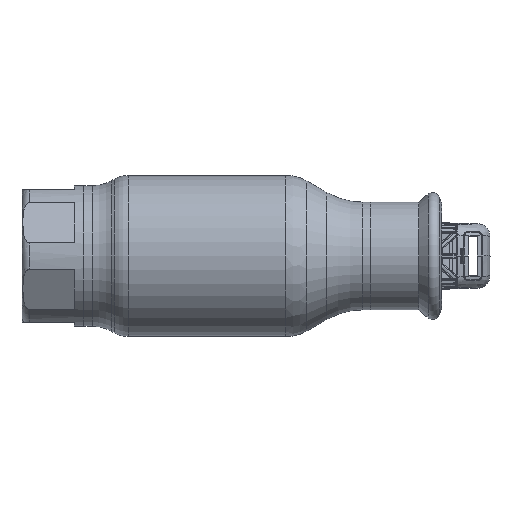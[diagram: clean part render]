
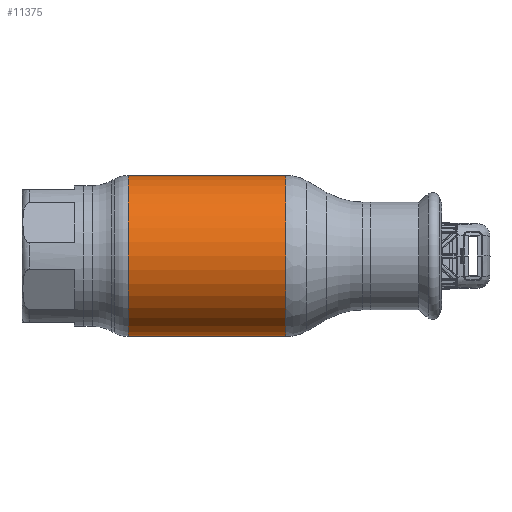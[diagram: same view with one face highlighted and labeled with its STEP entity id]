
A CAD part, front view. The second image highlights one B-rep face of the part: STEP entity #11375.
In plain terms, the highlighted cylindrical face has radius 34 mm (diameter 68 mm), a partial arc.
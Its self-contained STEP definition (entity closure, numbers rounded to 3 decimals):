
#282 = CARTESIAN_POINT ( 'NONE',  ( -33.177, 0., 0. ) ) ;
#1286 = CARTESIAN_POINT ( 'NONE',  ( -62.69, 0., 0. ) ) ;
#1471 = LINE ( 'NONE', #8166, #43893 ) ;
#5078 = CARTESIAN_POINT ( 'NONE',  ( 33.177, 0., -34. ) ) ;
#6539 = CARTESIAN_POINT ( 'NONE',  ( 33.177, 0., 0. ) ) ;
#8166 = CARTESIAN_POINT ( 'NONE',  ( -62.69, 0., -34. ) ) ;
#8380 = DIRECTION ( 'NONE',  ( -1., 0., 0. ) ) ;
#8679 = CARTESIAN_POINT ( 'NONE',  ( 33.177, 0., 34. ) ) ;
#10418 = DIRECTION ( 'NONE',  ( -1., 0., 0. ) ) ;
#11375 = ADVANCED_FACE ( 'NONE', ( #33292 ), #40236, .T. ) ;
#14593 = EDGE_LOOP ( 'NONE', ( #52857, #28425, #61713, #21168 ) ) ;
#14631 = EDGE_CURVE ( 'NONE', #61533, #14769, #32320, .T. ) ;
#14769 = VERTEX_POINT ( 'NONE', #54872 ) ;
#17335 = CARTESIAN_POINT ( 'NONE',  ( -62.69, 0., 34. ) ) ;
#21168 = ORIENTED_EDGE ( 'NONE', *, *, #14631, .F. ) ;
#24835 = VERTEX_POINT ( 'NONE', #5078 ) ;
#25763 = DIRECTION ( 'NONE',  ( -1., 0., 0. ) ) ;
#28425 = ORIENTED_EDGE ( 'NONE', *, *, #37974, .T. ) ;
#28977 = AXIS2_PLACEMENT_3D ( 'NONE', #1286, #40522, #40102 ) ;
#29167 = AXIS2_PLACEMENT_3D ( 'NONE', #6539, #25763, #40402 ) ;
#30052 = DIRECTION ( 'NONE',  ( 0., 0., 1. ) ) ;
#32320 = CIRCLE ( 'NONE', #62435, 34. ) ;
#33292 = FACE_OUTER_BOUND ( 'NONE', #14593, .T. ) ;
#34538 = LINE ( 'NONE', #17335, #55984 ) ;
#36409 = EDGE_CURVE ( 'NONE', #57084, #14769, #34538, .T. ) ;
#37974 = EDGE_CURVE ( 'NONE', #24835, #57084, #63530, .T. ) ;
#40102 = DIRECTION ( 'NONE',  ( 0., 0., 1. ) ) ;
#40236 = CYLINDRICAL_SURFACE ( 'NONE', #28977, 34. ) ;
#40402 = DIRECTION ( 'NONE',  ( 0., 0., 1. ) ) ;
#40522 = DIRECTION ( 'NONE',  ( -1., 0., 0. ) ) ;
#40985 = EDGE_CURVE ( 'NONE', #24835, #61533, #1471, .T. ) ;
#41671 = DIRECTION ( 'NONE',  ( -1., 0., 0. ) ) ;
#42820 = CARTESIAN_POINT ( 'NONE',  ( -33.177, 0., -34. ) ) ;
#43893 = VECTOR ( 'NONE', #8380, 1000. ) ;
#52857 = ORIENTED_EDGE ( 'NONE', *, *, #40985, .F. ) ;
#54872 = CARTESIAN_POINT ( 'NONE',  ( -33.177, 0., 34. ) ) ;
#55984 = VECTOR ( 'NONE', #41671, 1000. ) ;
#57084 = VERTEX_POINT ( 'NONE', #8679 ) ;
#61533 = VERTEX_POINT ( 'NONE', #42820 ) ;
#61713 = ORIENTED_EDGE ( 'NONE', *, *, #36409, .T. ) ;
#62435 = AXIS2_PLACEMENT_3D ( 'NONE', #282, #10418, #30052 ) ;
#63530 = CIRCLE ( 'NONE', #29167, 34. ) ;
